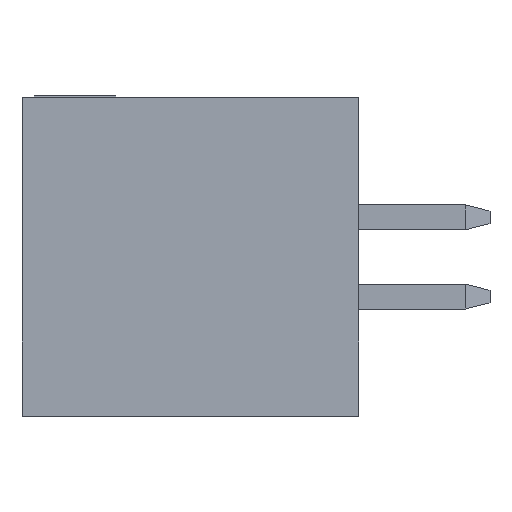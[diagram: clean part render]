
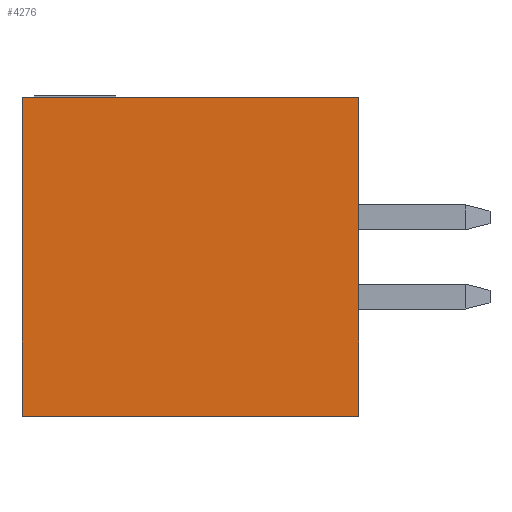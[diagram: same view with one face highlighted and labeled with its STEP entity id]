
A CAD part, left-side view. The second image highlights one B-rep face of the part: STEP entity #4276.
In plain terms, the highlighted free-form (B-spline) face has degree [1, 1] with [2, 2] control points.
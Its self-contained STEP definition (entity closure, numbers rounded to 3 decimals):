
#27 = CARTESIAN_POINT ( 'NONE',  ( -6.325, 5.4, -2.55 ) ) ;
#209 = CARTESIAN_POINT ( 'NONE',  ( -6.325, 0., 2.55 ) ) ;
#222 = B_SPLINE_CURVE_WITH_KNOTS ( 'NONE', 1,
 ( #3441, #4560 ),
 .UNSPECIFIED., .F., .F.,
 ( 2, 2 ),
 ( 0., 1. ),
 .UNSPECIFIED. ) ;
#356 = CARTESIAN_POINT ( 'NONE',  ( -6.325, 5.4, -2.55 ) ) ;
#411 = CARTESIAN_POINT ( 'NONE',  ( -6.325, 0., 2.55 ) ) ;
#614 = CARTESIAN_POINT ( 'NONE',  ( -6.325, 5.4, 2.55 ) ) ;
#709 = VERTEX_POINT ( 'NONE', #2852 ) ;
#1323 = VERTEX_POINT ( 'NONE', #27 ) ;
#1325 = CARTESIAN_POINT ( 'NONE',  ( -6.325, 0., -2.55 ) ) ;
#1875 = CARTESIAN_POINT ( 'NONE',  ( -6.325, 0., -2.55 ) ) ;
#1923 = CARTESIAN_POINT ( 'NONE',  ( -6.325, 0., 2.55 ) ) ;
#2026 = VERTEX_POINT ( 'NONE', #3229 ) ;
#2080 = B_SPLINE_CURVE_WITH_KNOTS ( 'NONE', 1,
 ( #411, #1875 ),
 .UNSPECIFIED., .F., .F.,
 ( 2, 2 ),
 ( 0., 1. ),
 .UNSPECIFIED. ) ;
#2192 = EDGE_CURVE ( 'NONE', #2026, #709, #2080, .T. ) ;
#2317 = ORIENTED_EDGE ( 'NONE', *, *, #2192, .F. ) ;
#2371 = B_SPLINE_SURFACE_WITH_KNOTS ( 'NONE', 1, 1, ( 
 ( #1325, #3877 ),
 ( #209, #614 ) ),
 .UNSPECIFIED., .F., .F., .F.,
 ( 2, 2 ),
 ( 2, 2 ),
 ( 0., 5.1 ),
 ( 0., 5.4 ),
 .UNSPECIFIED. ) ;
#2465 = EDGE_CURVE ( 'NONE', #1323, #709, #3547, .T. ) ;
#2532 = EDGE_CURVE ( 'NONE', #4448, #2026, #4041, .T. ) ;
#2709 = FACE_OUTER_BOUND ( 'NONE', #3893, .T. ) ;
#2852 = CARTESIAN_POINT ( 'NONE',  ( -6.325, 0., -2.55 ) ) ;
#3067 = ORIENTED_EDGE ( 'NONE', *, *, #2532, .F. ) ;
#3112 = EDGE_CURVE ( 'NONE', #1323, #4448, #222, .T. ) ;
#3127 = ORIENTED_EDGE ( 'NONE', *, *, #2465, .T. ) ;
#3229 = CARTESIAN_POINT ( 'NONE',  ( -6.325, 0., 2.55 ) ) ;
#3441 = CARTESIAN_POINT ( 'NONE',  ( -6.325, 5.4, -2.55 ) ) ;
#3547 = B_SPLINE_CURVE_WITH_KNOTS ( 'NONE', 1,
 ( #356, #4321 ),
 .UNSPECIFIED., .F., .F.,
 ( 2, 2 ),
 ( 0., 1. ),
 .UNSPECIFIED. ) ;
#3877 = CARTESIAN_POINT ( 'NONE',  ( -6.325, 5.4, -2.55 ) ) ;
#3893 = EDGE_LOOP ( 'NONE', ( #4682, #3127, #2317, #3067 ) ) ;
#3937 = CARTESIAN_POINT ( 'NONE',  ( -6.325, 5.4, 2.55 ) ) ;
#4041 = B_SPLINE_CURVE_WITH_KNOTS ( 'NONE', 1,
 ( #4300, #1923 ),
 .UNSPECIFIED., .F., .F.,
 ( 2, 2 ),
 ( 0., 1. ),
 .UNSPECIFIED. ) ;
#4276 = ADVANCED_FACE ( 'NONE', ( #2709 ), #2371, .T. ) ;
#4300 = CARTESIAN_POINT ( 'NONE',  ( -6.325, 5.4, 2.55 ) ) ;
#4321 = CARTESIAN_POINT ( 'NONE',  ( -6.325, 0., -2.55 ) ) ;
#4448 = VERTEX_POINT ( 'NONE', #3937 ) ;
#4560 = CARTESIAN_POINT ( 'NONE',  ( -6.325, 5.4, 2.55 ) ) ;
#4682 = ORIENTED_EDGE ( 'NONE', *, *, #3112, .F. ) ;
